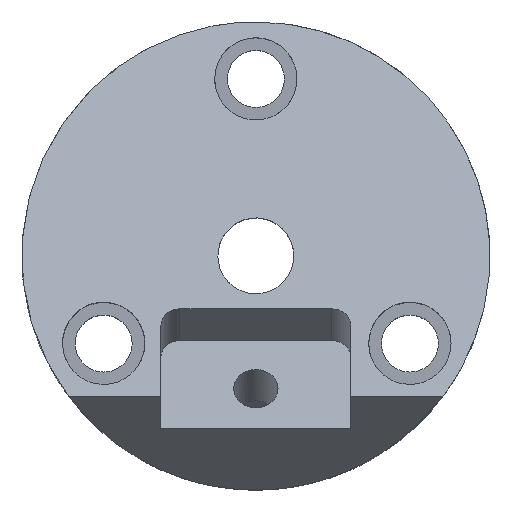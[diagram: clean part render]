
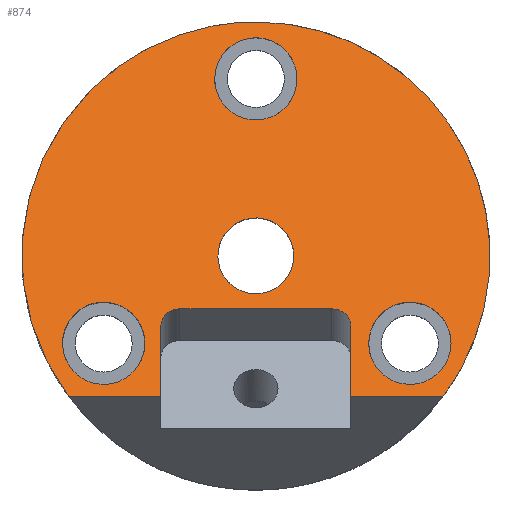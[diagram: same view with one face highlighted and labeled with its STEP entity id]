
A CAD part, top view. The second image highlights one B-rep face of the part: STEP entity #874.
In plain terms, the highlighted planar face has unit normal (0, 0.5, 0.866).
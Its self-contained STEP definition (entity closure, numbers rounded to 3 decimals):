
#519 = VERTEX_POINT('',#520);
#520 = CARTESIAN_POINT('',(0.,18.5,5.638));
#525 = EDGE_CURVE('',#526,#519,#528,.T.);
#526 = VERTEX_POINT('',#527);
#527 = CARTESIAN_POINT('',(-14.785,-11.12,
    22.739));
#528 = ELLIPSE('',#529,21.362,18.5);
#529 = AXIS2_PLACEMENT_3D('',#530,#531,#532);
#530 = CARTESIAN_POINT('',(0.,0.,16.319));
#531 = DIRECTION('',(0.,-0.5,-0.866));
#532 = DIRECTION('',(0.,0.866,-0.5));
#535 = VERTEX_POINT('',#536);
#536 = CARTESIAN_POINT('',(14.785,-11.12,
    22.739));
#543 = EDGE_CURVE('',#519,#535,#544,.T.);
#544 = ELLIPSE('',#545,21.362,18.5);
#545 = AXIS2_PLACEMENT_3D('',#546,#547,#548);
#546 = CARTESIAN_POINT('',(0.,0.,16.319));
#547 = DIRECTION('',(0.,-0.5,-0.866));
#548 = DIRECTION('',(0.,0.866,-0.5));
#874 = ADVANCED_FACE('',(#875,#935,#946,#957,#968),#979,.F.);
#875 = FACE_BOUND('',#876,.F.);
#876 = EDGE_LOOP('',(#877,#885,#886,#887,#895,#903,#912,#920,#929));
#877 = ORIENTED_EDGE('',*,*,#878,.T.);
#878 = EDGE_CURVE('',#879,#526,#881,.T.);
#879 = VERTEX_POINT('',#880);
#880 = CARTESIAN_POINT('',(-7.5,-11.12,22.739));
#881 = LINE('',#882,#883);
#882 = CARTESIAN_POINT('',(20.808,-11.12,
    22.739));
#883 = VECTOR('',#884,1.);
#884 = DIRECTION('',(-1.,0.,0.));
#885 = ORIENTED_EDGE('',*,*,#525,.T.);
#886 = ORIENTED_EDGE('',*,*,#543,.T.);
#887 = ORIENTED_EDGE('',*,*,#888,.T.);
#888 = EDGE_CURVE('',#535,#889,#891,.T.);
#889 = VERTEX_POINT('',#890);
#890 = CARTESIAN_POINT('',(7.5,-11.12,22.739));
#891 = LINE('',#892,#893);
#892 = CARTESIAN_POINT('',(20.808,-11.12,
    22.739));
#893 = VECTOR('',#894,1.);
#894 = DIRECTION('',(-1.,0.,0.));
#895 = ORIENTED_EDGE('',*,*,#896,.F.);
#896 = EDGE_CURVE('',#897,#889,#899,.T.);
#897 = VERTEX_POINT('',#898);
#898 = CARTESIAN_POINT('',(7.5,-5.491,19.489));
#899 = LINE('',#900,#901);
#900 = CARTESIAN_POINT('',(7.5,-5.491,19.489));
#901 = VECTOR('',#902,1.);
#902 = DIRECTION('',(0.,-0.866,0.5));
#903 = ORIENTED_EDGE('',*,*,#904,.T.);
#904 = EDGE_CURVE('',#897,#905,#907,.T.);
#905 = VERTEX_POINT('',#906);
#906 = CARTESIAN_POINT('',(6.,-4.192,
    18.739));
#907 = CIRCLE('',#908,1.5);
#908 = AXIS2_PLACEMENT_3D('',#909,#910,#911);
#909 = CARTESIAN_POINT('',(6.,-5.491,19.489
    ));
#910 = DIRECTION('',(0.,0.5,0.866));
#911 = DIRECTION('',(1.,0.,0.));
#912 = ORIENTED_EDGE('',*,*,#913,.F.);
#913 = EDGE_CURVE('',#914,#905,#916,.T.);
#914 = VERTEX_POINT('',#915);
#915 = CARTESIAN_POINT('',(-6.,-4.192,
    18.739));
#916 = LINE('',#917,#918);
#917 = CARTESIAN_POINT('',(-6.,-4.192,18.739));
#918 = VECTOR('',#919,1.);
#919 = DIRECTION('',(1.,0.,0.));
#920 = ORIENTED_EDGE('',*,*,#921,.T.);
#921 = EDGE_CURVE('',#914,#922,#924,.T.);
#922 = VERTEX_POINT('',#923);
#923 = CARTESIAN_POINT('',(-7.5,-5.491,19.489));
#924 = CIRCLE('',#925,1.5);
#925 = AXIS2_PLACEMENT_3D('',#926,#927,#928);
#926 = CARTESIAN_POINT('',(-6.,-5.491,
    19.489));
#927 = DIRECTION('',(0.,0.5,0.866));
#928 = DIRECTION('',(1.,0.,0.));
#929 = ORIENTED_EDGE('',*,*,#930,.F.);
#930 = EDGE_CURVE('',#879,#922,#931,.T.);
#931 = LINE('',#932,#933);
#932 = CARTESIAN_POINT('',(-7.5,-11.12,22.739));
#933 = VECTOR('',#934,1.);
#934 = DIRECTION('',(0.,0.866,-0.5));
#935 = FACE_BOUND('',#936,.F.);
#936 = EDGE_LOOP('',(#937));
#937 = ORIENTED_EDGE('',*,*,#938,.F.);
#938 = EDGE_CURVE('',#939,#939,#941,.T.);
#939 = VERTEX_POINT('',#940);
#940 = CARTESIAN_POINT('',(-8.777,-6.916,
    20.312));
#941 = ELLIPSE('',#942,3.753,3.25);
#942 = AXIS2_PLACEMENT_3D('',#943,#944,#945);
#943 = CARTESIAN_POINT('',(-12.027,-6.916,
    20.312));
#944 = DIRECTION('',(0.,-0.5,-0.866));
#945 = DIRECTION('',(0.,0.866,-0.5));
#946 = FACE_BOUND('',#947,.F.);
#947 = EDGE_LOOP('',(#948));
#948 = ORIENTED_EDGE('',*,*,#949,.F.);
#949 = EDGE_CURVE('',#950,#950,#952,.T.);
#950 = VERTEX_POINT('',#951);
#951 = CARTESIAN_POINT('',(3.,0.,16.319));
#952 = ELLIPSE('',#953,3.464,3.);
#953 = AXIS2_PLACEMENT_3D('',#954,#955,#956);
#954 = CARTESIAN_POINT('',(0.,0.,16.319));
#955 = DIRECTION('',(0.,-0.5,-0.866));
#956 = DIRECTION('',(0.,0.866,-0.5));
#957 = FACE_BOUND('',#958,.F.);
#958 = EDGE_LOOP('',(#959));
#959 = ORIENTED_EDGE('',*,*,#960,.F.);
#960 = EDGE_CURVE('',#961,#961,#963,.T.);
#961 = VERTEX_POINT('',#962);
#962 = CARTESIAN_POINT('',(3.25,14.,8.236));
#963 = ELLIPSE('',#964,3.753,3.25);
#964 = AXIS2_PLACEMENT_3D('',#965,#966,#967);
#965 = CARTESIAN_POINT('',(0.,14.,8.236));
#966 = DIRECTION('',(0.,-0.5,-0.866));
#967 = DIRECTION('',(0.,0.866,-0.5));
#968 = FACE_BOUND('',#969,.F.);
#969 = EDGE_LOOP('',(#970));
#970 = ORIENTED_EDGE('',*,*,#971,.F.);
#971 = EDGE_CURVE('',#972,#972,#974,.T.);
#972 = VERTEX_POINT('',#973);
#973 = CARTESIAN_POINT('',(15.423,-6.916,
    20.312));
#974 = ELLIPSE('',#975,3.753,3.25);
#975 = AXIS2_PLACEMENT_3D('',#976,#977,#978);
#976 = CARTESIAN_POINT('',(12.173,-6.916,
    20.312));
#977 = DIRECTION('',(0.,-0.5,-0.866));
#978 = DIRECTION('',(0.,0.866,-0.5));
#979 = PLANE('',#980);
#980 = AXIS2_PLACEMENT_3D('',#981,#982,#983);
#981 = CARTESIAN_POINT('',(20.,-18.5,27.));
#982 = DIRECTION('',(0.,-0.5,-0.866));
#983 = DIRECTION('',(0.,0.866,-0.5));
